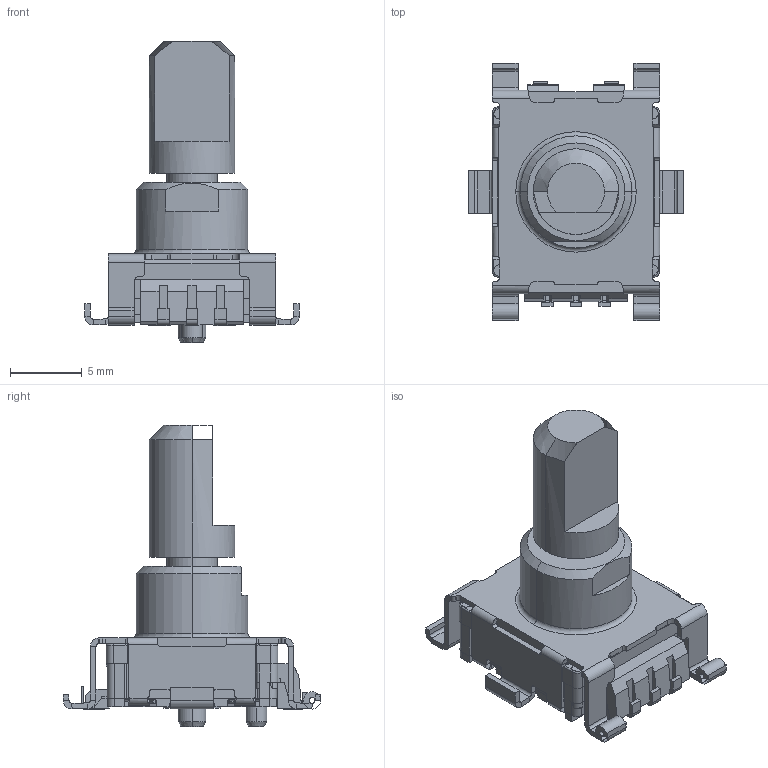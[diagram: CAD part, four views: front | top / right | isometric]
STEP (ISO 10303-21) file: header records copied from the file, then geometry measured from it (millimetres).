
FILE_DESCRIPTION(('FreeCAD Model'),'2;1');
FILE_NAME('Open CASCADE Shape Model','2021-06-16T18:51:48',( 'kicad StepUp'),('ksu MCAD'),'Open CASCADE STEP processor 7.5', 'FreeCAD','Unknown');
FILE_SCHEMA(('AUTOMOTIVE_DESIGN { 1 0 10303 214 1 1 1 1 }'));
Length unit declared in the file: millimetre
Products named in the file (2): RK1191114001; SOLID
Assembly tree (1 placements, depth 2):
  RK1191114001
    SOLID
Bounding box: 15 x 18 x 21.07 mm (x, y, z)
Volume: 1176.1 mm3; surface area: 1327.8 mm2
Topology: 1 solids, 1 shells, 828 faces, 2175 edges, 1332 vertices
Faces by surface type: plane 540, cylinder 231, bspline 20, sphere 18, cone 13, torus 6
Full cylindrical faces by diameter (mm): 0.3 x1, 1 x1
Entity records: 25284 total; most frequent: CARTESIAN_POINT 5051, ORIENTED_EDGE 4322, DIRECTION 4097, EDGE_CURVE 2161, LINE 1591, VECTOR 1591, VERTEX_POINT 1325, AXIS2_PLACEMENT_3D 1253
